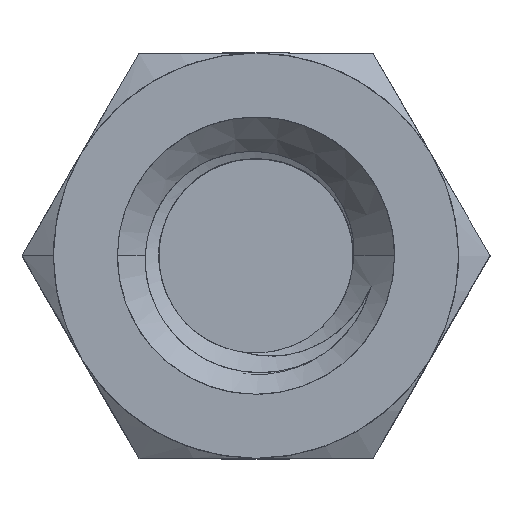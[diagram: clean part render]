
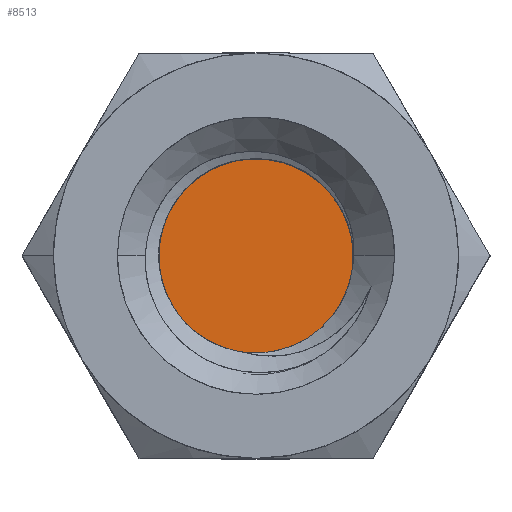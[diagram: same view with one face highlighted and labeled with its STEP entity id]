
A CAD part, top view. The second image highlights one B-rep face of the part: STEP entity #8513.
In plain terms, the highlighted planar face has unit normal (0, 0, -1).
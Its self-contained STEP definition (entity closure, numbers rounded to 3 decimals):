
#155 = CARTESIAN_POINT ( 'NONE',  ( -1.142, 0.37, 1. ) ) ;
#192 = CARTESIAN_POINT ( 'NONE',  ( 0.076, 1.2, 1. ) ) ;
#219 = CARTESIAN_POINT ( 'NONE',  ( 1.109, 0.459, 1. ) ) ;
#402 = CARTESIAN_POINT ( 'NONE',  ( 1.055, -0.595, 1. ) ) ;
#442 = CARTESIAN_POINT ( 'NONE',  ( -0.37, -1.142, 1. ) ) ;
#472 = CARTESIAN_POINT ( 'NONE',  ( -1.2, 0., 1. ) ) ;
#1014 = CARTESIAN_POINT ( 'NONE',  ( -1.123, 0.422, 1. ) ) ;
#1026 = CARTESIAN_POINT ( 'NONE',  ( 1.2, -0.076, 1. ) ) ;
#1046 = CARTESIAN_POINT ( 'NONE',  ( 0.316, 1.159, 1. ) ) ;
#1079 = CARTESIAN_POINT ( 'NONE',  ( 1.2, 0.152, 1. ) ) ;
#1195 = ORIENTED_EDGE ( 'NONE', *, *, #10974, .T. ) ;
#1214 = FACE_OUTER_BOUND ( 'NONE', #5122, .T. ) ;
#1256 = CARTESIAN_POINT ( 'NONE',  ( 0.79, -0.907, 1. ) ) ;
#1290 = CARTESIAN_POINT ( 'NONE',  ( -0.422, -1.123, 1. ) ) ;
#1545 = CARTESIAN_POINT ( 'NONE',  ( -1.2, 0., 1. ) ) ;
#1883 = CARTESIAN_POINT ( 'NONE',  ( -0.965, 0.732, 1. ) ) ;
#1916 = CARTESIAN_POINT ( 'NONE',  ( 0.406, 1.129, 1. ) ) ;
#2119 = CARTESIAN_POINT ( 'NONE',  ( 0.573, -1.056, 1. ) ) ;
#2158 = CARTESIAN_POINT ( 'NONE',  ( -0.732, -0.965, 1. ) ) ;
#2739 = CARTESIAN_POINT ( 'NONE',  ( -0.695, 0.984, 1. ) ) ;
#2767 = CARTESIAN_POINT ( 'NONE',  ( 0.595, 1.055, 1. ) ) ;
#2985 = CARTESIAN_POINT ( 'NONE',  ( 0.48, -1.1, 1. ) ) ;
#3018 = CARTESIAN_POINT ( 'NONE',  ( -0.984, -0.695, 1. ) ) ;
#3081 = DIRECTION ( 'NONE',  ( 0., 0., -1. ) ) ;
#3608 = CARTESIAN_POINT ( 'NONE',  ( -0.517, 1.083, 1. ) ) ;
#3640 = CARTESIAN_POINT ( 'NONE',  ( 0.907, 0.79, 1. ) ) ;
#3814 = CARTESIAN_POINT ( 'NONE',  ( 1.189, -0.189, 1. ) ) ;
#3853 = CARTESIAN_POINT ( 'NONE',  ( 0.3, -1.172, 1. ) ) ;
#3888 = CARTESIAN_POINT ( 'NONE',  ( -1.083, -0.517, 1. ) ) ;
#4443 = CARTESIAN_POINT ( 'NONE',  ( -1.2, 0.076, 1. ) ) ;
#4475 = CARTESIAN_POINT ( 'NONE',  ( -0.459, 1.109, 1. ) ) ;
#4505 = CARTESIAN_POINT ( 'NONE',  ( 1.056, 0.573, 1. ) ) ;
#4675 = CARTESIAN_POINT ( 'NONE',  ( 1.142, -0.37, 1. ) ) ;
#4676 = VERTEX_POINT ( 'NONE', #1545 ) ;
#4717 = CARTESIAN_POINT ( 'NONE',  ( -0.076, -1.2, 1. ) ) ;
#4755 = CARTESIAN_POINT ( 'NONE',  ( -1.109, -0.459, 1. ) ) ;
#4773 = PLANE ( 'NONE',  #5795 ) ;
#5122 = EDGE_LOOP ( 'NONE', ( #1195, #7006 ) ) ;
#5312 = CARTESIAN_POINT ( 'NONE',  ( -1.159, 0.316, 1. ) ) ;
#5342 = CARTESIAN_POINT ( 'NONE',  ( -0.152, 1.2, 1. ) ) ;
#5375 = CARTESIAN_POINT ( 'NONE',  ( 1.1, 0.48, 1. ) ) ;
#5424 = B_SPLINE_CURVE_WITH_KNOTS ( 'NONE', 3,
 ( #8732, #4443, #10444, #5312, #155, #6177, #1014, #7042, #1883, #7903, #2739, #8762, #3608, #9612, #4475, #10473, #5342, #192, #6206, #1046, #7071, #1916, #7932, #2767, #8792, #3640, #9641, #4505, #10505, #5375, #219, #6237, #1079, #7098 ),
 .UNSPECIFIED., .F., .F.,
 ( 4, 1, 1, 2, 2, 2, 1, 1, 2, 2, 2, 1, 1, 2, 2, 2, 1, 1, 2, 2, 4 ),
 ( 0.5, 0.531, 0.547, 0.555, 0.563, 0.625, 0.656, 0.672, 0.68, 0.688, 0.75, 0.781, 0.797, 0.805, 0.812, 0.875, 0.906, 0.922, 0.93, 0.937, 1. ),
 .UNSPECIFIED. ) ;
#5556 = CARTESIAN_POINT ( 'NONE',  ( 1.123, -0.422, 1. ) ) ;
#5587 = CARTESIAN_POINT ( 'NONE',  ( -0.316, -1.159, 1. ) ) ;
#5624 = CARTESIAN_POINT ( 'NONE',  ( -1.2, -0.152, 1. ) ) ;
#5795 = AXIS2_PLACEMENT_3D ( 'NONE', #8242, #3081, #9083 ) ;
#6177 = CARTESIAN_POINT ( 'NONE',  ( -1.129, 0.406, 1. ) ) ;
#6206 = CARTESIAN_POINT ( 'NONE',  ( 0.188, 1.19, 1. ) ) ;
#6237 = CARTESIAN_POINT ( 'NONE',  ( 1.172, 0.3, 1. ) ) ;
#6417 = CARTESIAN_POINT ( 'NONE',  ( 0.965, -0.732, 1. ) ) ;
#6455 = CARTESIAN_POINT ( 'NONE',  ( -0.406, -1.129, 1. ) ) ;
#7006 = ORIENTED_EDGE ( 'NONE', *, *, #7647, .T. ) ;
#7042 = CARTESIAN_POINT ( 'NONE',  ( -1.055, 0.595, 1. ) ) ;
#7071 = CARTESIAN_POINT ( 'NONE',  ( 0.37, 1.142, 1. ) ) ;
#7098 = CARTESIAN_POINT ( 'NONE',  ( 1.2, 0., 1. ) ) ;
#7279 = CARTESIAN_POINT ( 'NONE',  ( 0.695, -0.984, 1. ) ) ;
#7314 = CARTESIAN_POINT ( 'NONE',  ( -0.595, -1.055, 1. ) ) ;
#7647 = EDGE_CURVE ( 'NONE', #4676, #7838, #5424, .T. ) ;
#7838 = VERTEX_POINT ( 'NONE', #8881 ) ;
#7903 = CARTESIAN_POINT ( 'NONE',  ( -0.79, 0.907, 1. ) ) ;
#7932 = CARTESIAN_POINT ( 'NONE',  ( 0.422, 1.123, 1. ) ) ;
#8145 = CARTESIAN_POINT ( 'NONE',  ( 0.517, -1.083, 1. ) ) ;
#8160 = B_SPLINE_CURVE_WITH_KNOTS ( 'NONE', 3,
 ( #10454, #1026, #3814, #9816, #4675, #10678, #5556, #402, #6417, #1256, #7279, #2119, #8145, #2985, #8993, #3853, #9853, #4717, #10716, #5587, #442, #6455, #1290, #7314, #2158, #8181, #3018, #9027, #3888, #9890, #4755, #10755, #5624, #472 ),
 .UNSPECIFIED., .F., .F.,
 ( 4, 1, 1, 2, 2, 2, 1, 1, 2, 2, 2, 1, 1, 2, 2, 2, 1, 1, 2, 2, 4 ),
 ( 0., 0.031, 0.047, 0.055, 0.063, 0.125, 0.156, 0.172, 0.18, 0.188, 0.25, 0.281, 0.297, 0.305, 0.313, 0.375, 0.406, 0.422, 0.43, 0.438, 0.5 ),
 .UNSPECIFIED. ) ;
#8181 = CARTESIAN_POINT ( 'NONE',  ( -0.907, -0.79, 1. ) ) ;
#8242 = CARTESIAN_POINT ( 'NONE',  ( 0., 0., 1. ) ) ;
#8513 = ADVANCED_FACE ( 'NONE', ( #1214 ), #4773, .T. ) ;
#8732 = CARTESIAN_POINT ( 'NONE',  ( -1.2, 0., 1. ) ) ;
#8762 = CARTESIAN_POINT ( 'NONE',  ( -0.573, 1.056, 1. ) ) ;
#8792 = CARTESIAN_POINT ( 'NONE',  ( 0.732, 0.965, 1. ) ) ;
#8881 = CARTESIAN_POINT ( 'NONE',  ( 1.2, 0., 1. ) ) ;
#8993 = CARTESIAN_POINT ( 'NONE',  ( 0.459, -1.109, 1. ) ) ;
#9027 = CARTESIAN_POINT ( 'NONE',  ( -1.056, -0.573, 1. ) ) ;
#9083 = DIRECTION ( 'NONE',  ( -1., 0., 0. ) ) ;
#9612 = CARTESIAN_POINT ( 'NONE',  ( -0.48, 1.1, 1. ) ) ;
#9641 = CARTESIAN_POINT ( 'NONE',  ( 0.984, 0.695, 1. ) ) ;
#9816 = CARTESIAN_POINT ( 'NONE',  ( 1.159, -0.317, 1. ) ) ;
#9853 = CARTESIAN_POINT ( 'NONE',  ( 0.152, -1.2, 1. ) ) ;
#9890 = CARTESIAN_POINT ( 'NONE',  ( -1.1, -0.48, 1. ) ) ;
#10444 = CARTESIAN_POINT ( 'NONE',  ( -1.19, 0.188, 1. ) ) ;
#10454 = CARTESIAN_POINT ( 'NONE',  ( 1.2, 0., 1. ) ) ;
#10473 = CARTESIAN_POINT ( 'NONE',  ( -0.3, 1.172, 1. ) ) ;
#10505 = CARTESIAN_POINT ( 'NONE',  ( 1.083, 0.517, 1. ) ) ;
#10678 = CARTESIAN_POINT ( 'NONE',  ( 1.129, -0.406, 1. ) ) ;
#10716 = CARTESIAN_POINT ( 'NONE',  ( -0.188, -1.19, 1. ) ) ;
#10755 = CARTESIAN_POINT ( 'NONE',  ( -1.172, -0.3, 1. ) ) ;
#10974 = EDGE_CURVE ( 'NONE', #7838, #4676, #8160, .T. ) ;
